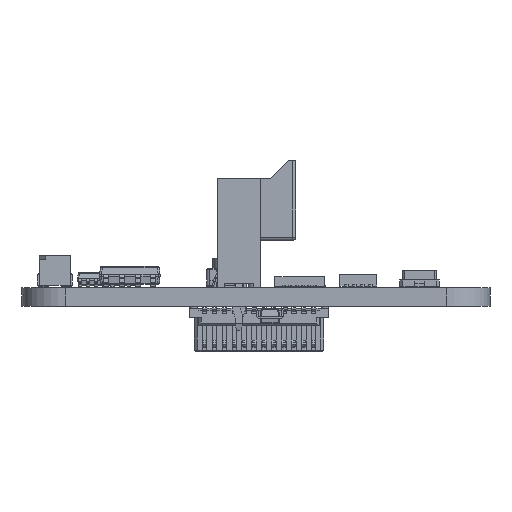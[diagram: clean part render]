
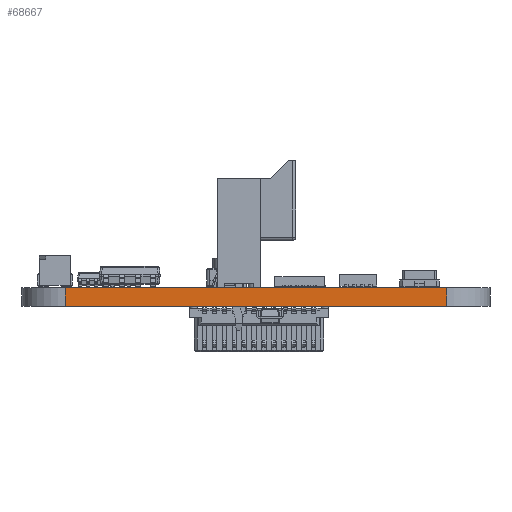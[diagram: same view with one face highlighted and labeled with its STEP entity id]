
A CAD part, left-side view. The second image highlights one B-rep face of the part: STEP entity #68667.
In plain terms, the highlighted planar face has unit normal (-1, 0, 0).
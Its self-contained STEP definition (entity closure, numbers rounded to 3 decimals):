
#67918 = VERTEX_POINT('',#67919);
#67919 = CARTESIAN_POINT('',(109.25,-77.75,0.));
#67926 = EDGE_CURVE('',#67927,#67918,#67929,.T.);
#67927 = VERTEX_POINT('',#67928);
#67928 = CARTESIAN_POINT('',(109.25,-108.5,0.));
#67929 = LINE('',#67930,#67931);
#67930 = CARTESIAN_POINT('',(109.25,-108.5,0.));
#67931 = VECTOR('',#67932,1.);
#67932 = DIRECTION('',(0.,1.,0.));
#68279 = VERTEX_POINT('',#68280);
#68280 = CARTESIAN_POINT('',(109.25,-77.75,1.51));
#68287 = EDGE_CURVE('',#68288,#68279,#68290,.T.);
#68288 = VERTEX_POINT('',#68289);
#68289 = CARTESIAN_POINT('',(109.25,-108.5,1.51));
#68290 = LINE('',#68291,#68292);
#68291 = CARTESIAN_POINT('',(109.25,-108.5,1.51));
#68292 = VECTOR('',#68293,1.);
#68293 = DIRECTION('',(0.,1.,0.));
#68637 = EDGE_CURVE('',#67918,#68279,#68638,.T.);
#68638 = LINE('',#68639,#68640);
#68639 = CARTESIAN_POINT('',(109.25,-77.75,0.));
#68640 = VECTOR('',#68641,1.);
#68641 = DIRECTION('',(0.,0.,1.));
#68667 = ADVANCED_FACE('',(#68668),#68679,.T.);
#68668 = FACE_BOUND('',#68669,.T.);
#68669 = EDGE_LOOP('',(#68670,#68676,#68677,#68678));
#68670 = ORIENTED_EDGE('',*,*,#68671,.T.);
#68671 = EDGE_CURVE('',#67927,#68288,#68672,.T.);
#68672 = LINE('',#68673,#68674);
#68673 = CARTESIAN_POINT('',(109.25,-108.5,0.));
#68674 = VECTOR('',#68675,1.);
#68675 = DIRECTION('',(0.,0.,1.));
#68676 = ORIENTED_EDGE('',*,*,#68287,.T.);
#68677 = ORIENTED_EDGE('',*,*,#68637,.F.);
#68678 = ORIENTED_EDGE('',*,*,#67926,.F.);
#68679 = PLANE('',#68680);
#68680 = AXIS2_PLACEMENT_3D('',#68681,#68682,#68683);
#68681 = CARTESIAN_POINT('',(109.25,-108.5,0.));
#68682 = DIRECTION('',(-1.,0.,0.));
#68683 = DIRECTION('',(0.,1.,0.));
